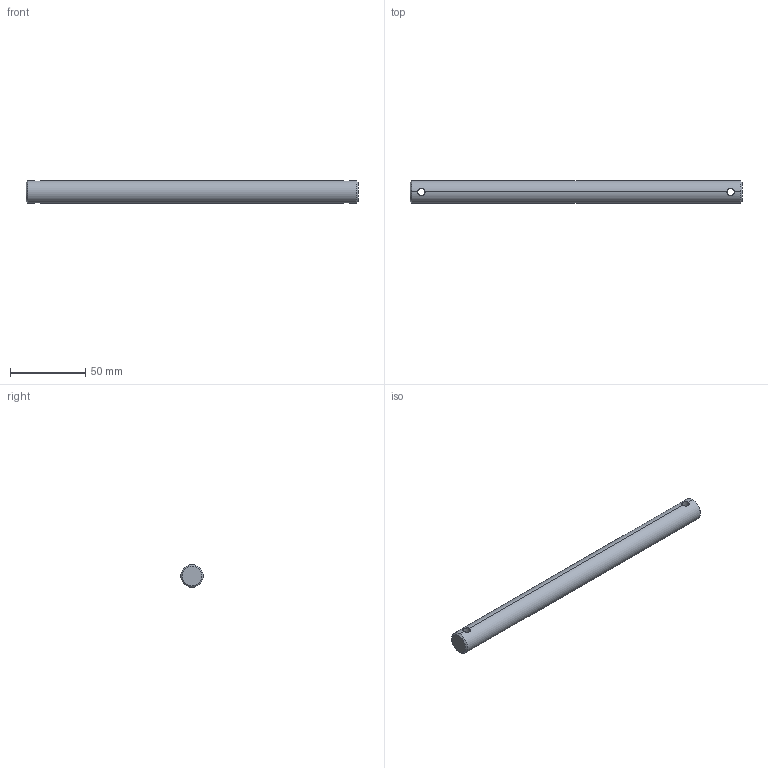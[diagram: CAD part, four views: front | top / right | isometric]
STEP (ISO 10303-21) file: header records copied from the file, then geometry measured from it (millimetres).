
FILE_DESCRIPTION (( 'STEP AP203' ), '1' );
FILE_NAME ('F0862-400-006.STEP', '2023-11-14T12:42:17', ( '' ), ( '' ), 'SwSTEP 2.0', 'SolidWorks 2021', '' );
FILE_SCHEMA (( 'CONFIG_CONTROL_DESIGN' ));
Length unit declared in the file: millimetre
Products named in the file (1): F0862-400-006
Bounding box: 220 x 15 x 15 mm (x, y, z)
Volume: 38251.4 mm3; surface area: 11041.1 mm2
Topology: 1 solids, 1 shells, 12 faces, 30 edges, 16 vertices
Faces by surface type: cylinder 6, cone 4, plane 2
Entity records: 655 total; most frequent: CARTESIAN_POINT 299, ORIENTED_EDGE 60, DIRECTION 56, EDGE_CURVE 30, AXIS2_PLACEMENT_3D 21, VERTEX_POINT 16, VECTOR 14, LINE 14
